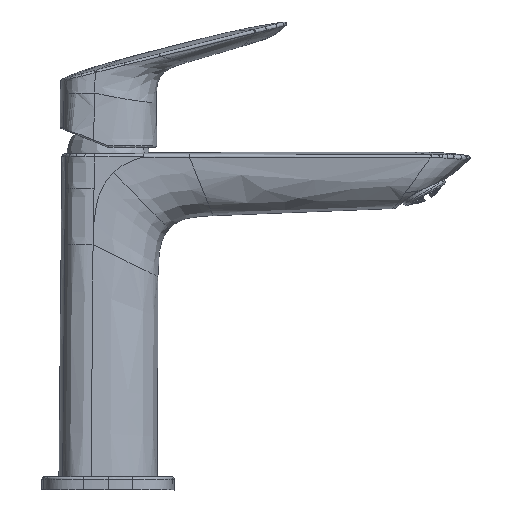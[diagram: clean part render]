
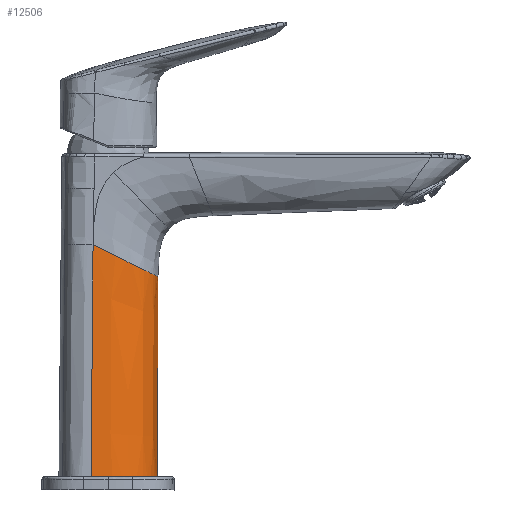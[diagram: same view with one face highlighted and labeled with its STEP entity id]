
A CAD part, front view. The second image highlights one B-rep face of the part: STEP entity #12506.
In plain terms, the highlighted free-form (B-spline) face has degree [5, 5] with [6, 6] control points.
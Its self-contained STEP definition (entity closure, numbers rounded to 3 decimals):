
#5986=CARTESIAN_POINT(' ',(18.531,0.,0.));
#5987=VERTEX_POINT(' ',#5986);
#6001=CARTESIAN_POINT(' ',(-6.411,-19.451,0.));
#6006=CARTESIAN_POINT(' ',(-4.626,-19.403,0.));
#6011=CARTESIAN_POINT(' ',(-2.877,-19.335,0.));
#6016=CARTESIAN_POINT(' ',(0.872,-18.958,0.));
#6021=CARTESIAN_POINT(' ',(2.853,-18.603,0.));
#6026=CARTESIAN_POINT(' ',(7.449,-17.183,0.));
#6031=CARTESIAN_POINT(' ',(9.964,-15.871,0.));
#6036=CARTESIAN_POINT(' ',(13.899,-12.511,0.));
#6041=CARTESIAN_POINT(' ',(15.43,-10.628,0.));
#6046=CARTESIAN_POINT(' ',(17.336,-6.879,0.));
#6051=CARTESIAN_POINT(' ',(17.92,-5.185,0.));
#6056=CARTESIAN_POINT(' ',(18.431,-2.277,0.));
#6061=CARTESIAN_POINT(' ',(18.532,-1.163,0.));
#6066=CARTESIAN_POINT(' ',(18.531,0.,0.));
#6071=B_SPLINE_CURVE_WITH_KNOTS('',3,(#6001,#6006,#6011,#6016,#6021,#6026,#6031,#6036,#6041,#6046,#6051,#6056,#6061,#6066),.UNSPECIFIED.,.F.,.U.,(4,2,2,2,2,2,4),(0.,0.144,0.317,0.566,0.773,0.917,1.),.UNSPECIFIED.);
#6076=CARTESIAN_POINT(' ',(-6.411,-19.451,0.));
#6077=VERTEX_POINT(' ',#6076);
#6081=EDGE_CURVE(' ',#6077,#5987,#6071,.T.);
#6396=CARTESIAN_POINT(' ',(-5.668,-18.041,87.455));
#6401=CARTESIAN_POINT(' ',(-5.743,-18.203,78.548));
#6406=CARTESIAN_POINT(' ',(-5.817,-18.371,69.653));
#6411=CARTESIAN_POINT(' ',(-6.017,-18.78,45.434));
#6416=CARTESIAN_POINT(' ',(-6.143,-18.995,30.042));
#6421=CARTESIAN_POINT(' ',(-6.317,-19.297,10.112));
#6426=CARTESIAN_POINT(' ',(-6.363,-19.377,4.952));
#6431=CARTESIAN_POINT(' ',(-6.411,-19.451,0.));
#6436=B_SPLINE_CURVE_WITH_KNOTS('',3,(#6396,#6401,#6406,#6411,#6416,#6421,#6426,#6431),.UNSPECIFIED.,.F.,.U.,(4,2,2,4),(0.,0.299,0.815,1.),.UNSPECIFIED.);
#6441=CARTESIAN_POINT(' ',(-5.668,-18.041,87.455));
#6442=VERTEX_POINT(' ',#6441);
#6446=EDGE_CURVE(' ',#6442,#6077,#6436,.T.);
#12151=CARTESIAN_POINT(' ',(18.805,0.,75.412));
#12152=VERTEX_POINT(' ',#12151);
#12166=CARTESIAN_POINT(' ',(18.531,0.,0.));
#12171=DIRECTION(' ',(0.004,0.,1.));
#12176=VECTOR(' ',#12171,1.);
#12181=LINE('',#12166,#12176);
#12186=EDGE_CURVE(' ',#5987,#12152,#12181,.T.);
#12221=CARTESIAN_POINT(' ',(-5.667,-18.041,87.455));
#12226=CARTESIAN_POINT(' ',(1.668,-17.934,83.845));
#12231=CARTESIAN_POINT(' ',(8.16,-17.2,80.65));
#12236=CARTESIAN_POINT(' ',(14.28,-14.055,77.639));
#12241=CARTESIAN_POINT(' ',(18.805,-8.039,75.412));
#12246=CARTESIAN_POINT(' ',(18.805,0.,75.412));
#12251=CARTESIAN_POINT(' ',(-5.819,-18.366,69.557));
#12256=CARTESIAN_POINT(' ',(1.544,-18.255,66.792));
#12261=CARTESIAN_POINT(' ',(8.038,-17.184,64.352));
#12266=CARTESIAN_POINT(' ',(14.254,-14.172,62.017));
#12271=CARTESIAN_POINT(' ',(18.751,-8.12,60.33));
#12276=CARTESIAN_POINT(' ',(18.751,0.,60.33));
#12281=CARTESIAN_POINT(' ',(-5.964,-18.73,51.707));
#12286=CARTESIAN_POINT(' ',(1.423,-18.571,49.772));
#12291=CARTESIAN_POINT(' ',(7.983,-17.513,48.052));
#12296=CARTESIAN_POINT(' ',(14.23,-14.293,46.416));
#12301=CARTESIAN_POINT(' ',(18.696,-8.196,45.248));
#12306=CARTESIAN_POINT(' ',(18.696,0.,45.248));
#12311=CARTESIAN_POINT(' ',(-6.114,-18.915,33.894));
#12316=CARTESIAN_POINT(' ',(1.275,-18.736,32.781));
#12321=CARTESIAN_POINT(' ',(7.988,-18.015,31.768));
#12326=CARTESIAN_POINT(' ',(14.207,-14.42,30.832));
#12331=CARTESIAN_POINT(' ',(18.639,-8.268,30.166));
#12336=CARTESIAN_POINT(' ',(18.641,0.,30.166));
#12341=CARTESIAN_POINT(' ',(-6.256,-19.21,16.024));
#12346=CARTESIAN_POINT(' ',(1.155,-19.02,15.743));
#12351=CARTESIAN_POINT(' ',(7.956,-18.356,15.486));
#12356=CARTESIAN_POINT(' ',(14.182,-14.532,15.251));
#12361=CARTESIAN_POINT(' ',(18.586,-8.347,15.086));
#12366=CARTESIAN_POINT(' ',(18.586,0.,15.086));
#12371=CARTESIAN_POINT(' ',(-6.411,-19.451,0.));
#12376=CARTESIAN_POINT(' ',(1.027,-19.252,0.));
#12381=CARTESIAN_POINT(' ',(7.935,-18.811,0.));
#12386=CARTESIAN_POINT(' ',(14.153,-14.635,0.));
#12391=CARTESIAN_POINT(' ',(18.534,-8.41,0.));
#12396=CARTESIAN_POINT(' ',(18.531,0.,0.));
#12401=B_SPLINE_SURFACE_WITH_KNOTS(' ',5,5,((#12221,#12226,#12231,#12236,#12241,#12246),(#12251,#12256,#12261,#12266,#12271,#12276),(#12281,#12286,#12291,#12296,#12301,#12306),(#12311,#12316,#12321,#12326,#12331,#12336),(#12341,#12346,#12351,#12356,#12361,#12366),(#12371,#12376,#12381,#12386,#12391,#12396)),.UNSPECIFIED.,.F.,.F.,.U.,(6,6),(6,6),(0.,80.078),(0.,37.874),.UNSPECIFIED.);
#12406=ORIENTED_EDGE(' ',*,*,#6446,.T.);
#12411=ORIENTED_EDGE(' ',*,*,#6081,.T.);
#12416=ORIENTED_EDGE(' ',*,*,#12186,.T.);
#12421=CARTESIAN_POINT(' ',(-5.668,-18.041,87.455));
#12426=CARTESIAN_POINT(' ',(-3.132,-18.004,86.207));
#12431=CARTESIAN_POINT(' ',(-0.713,-17.873,85.016));
#12436=CARTESIAN_POINT(' ',(4.379,-17.082,82.511));
#12441=CARTESIAN_POINT(' ',(7.009,-16.319,81.217));
#12446=CARTESIAN_POINT(' ',(12.247,-13.603,78.639));
#12451=CARTESIAN_POINT(' ',(14.753,-11.438,77.406));
#12456=CARTESIAN_POINT(' ',(17.689,-6.525,75.961));
#12461=CARTESIAN_POINT(' ',(18.514,-4.162,75.555));
#12466=CARTESIAN_POINT(' ',(18.784,-1.005,75.422));
#12471=CARTESIAN_POINT(' ',(18.805,-0.507,75.412));
#12476=CARTESIAN_POINT(' ',(18.805,0.,75.412));
#12481=B_SPLINE_CURVE_WITH_KNOTS('',3,(#12421,#12426,#12431,#12436,#12441,#12446,#12451,#12456,#12461,#12466,#12471,#12476),.UNSPECIFIED.,.F.,.U.,(4,2,2,2,2,4),(0.,0.207,0.456,0.755,0.962,1.),.UNSPECIFIED.);
#12486=EDGE_CURVE(' ',#6442,#12152,#12481,.T.);
#12491=ORIENTED_EDGE(' ',*,*,#12486,.F.);
#12496=EDGE_LOOP(' ',(#12406,#12411,#12416,#12491));
#12501=FACE_OUTER_BOUND(' ',#12496,.T.);
#12506=ADVANCED_FACE('',(#12501),#12401,.T.);
